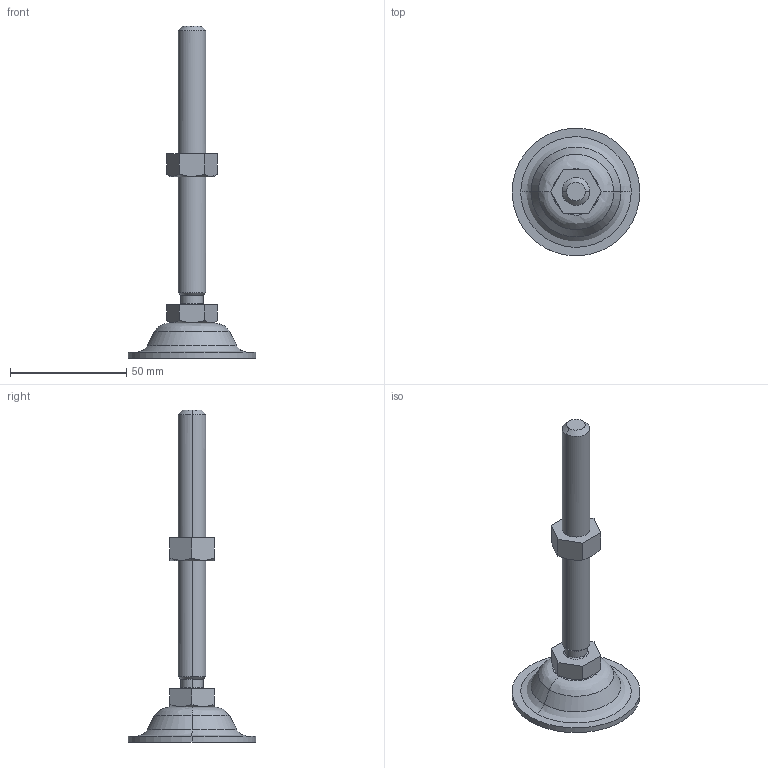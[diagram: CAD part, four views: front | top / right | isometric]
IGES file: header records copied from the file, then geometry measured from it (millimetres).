
Start section: ------------------------------------------------------------------------
Global section: file name: PC001.2768.TM_372S_3_17984.igs; native system: spGate; preprocessor: ver18.9.1 (****-****-****-****); author: Unknown; organization: Unknown; date: 220520.173945; units: millimetre
Bounding box: 55 x 54.92 x 143 mm (x, y, z)
Volume: 28164.3 mm3; surface area: 14655.2 mm2
Topology: 3 solids, 3 shells, 96 faces, 220 edges, 138 vertices
Faces by surface type: bspline 96
